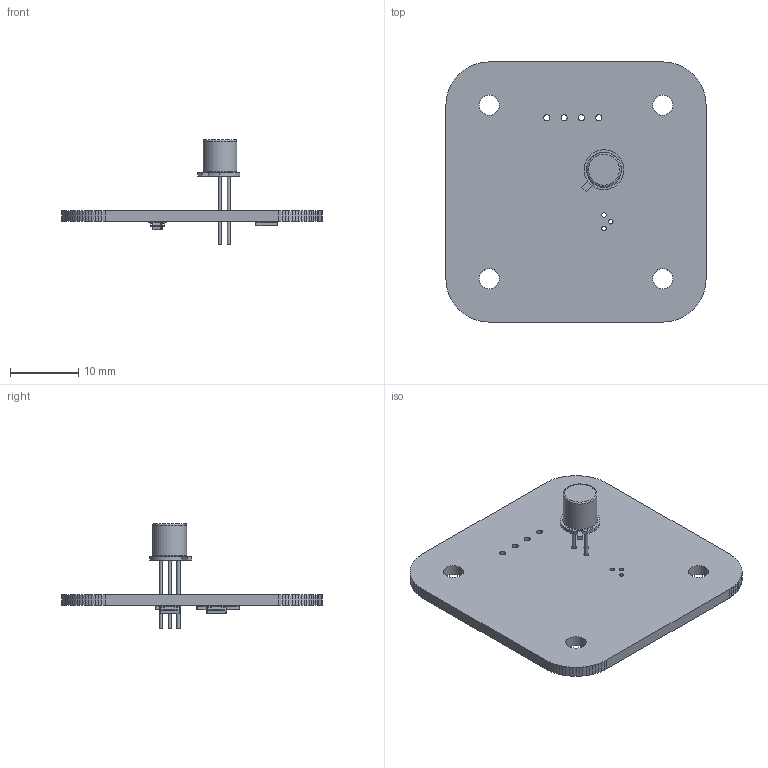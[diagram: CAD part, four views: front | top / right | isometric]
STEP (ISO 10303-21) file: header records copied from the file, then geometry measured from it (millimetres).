
FILE_DESCRIPTION(('KiCad electronic assembly'),'2;1');
FILE_NAME('Laser_Diode_Breakout.step','2023-10-20T23:24:29',('Pcbnew'),( 'Kicad'),'Open CASCADE STEP processor 7.7','KiCad to STEP converter' ,'Unknown');
FILE_SCHEMA(('AUTOMOTIVE_DESIGN { 1 0 10303 214 1 1 1 1 }'));
Length unit declared in the file: millimetre
Products named in the file (10): Laser_Diode_Breakout 1; TO-18-3; SOLID; R_2512_6332Metric; SOT-23; R_1206_3216Metric; Laser_Diode_Breakout PCB
Assembly tree (10 placements, depth 3):
  Laser_Diode_Breakout 1
    TO-18-3
      SOLID
    R_2512_6332Metric
      SOLID
    SOT-23  x2
      SOLID
    R_1206_3216Metric
      SOLID
    Laser_Diode_Breakout PCB
Bounding box: 38.1 x 38.1 x 15.33 mm (x, y, z)
Volume: 2350.6 mm3; surface area: 3384.7 mm2
Topology: 6 solids, 6 shells, 324 faces, 827 edges, 518 vertices
Faces by surface type: plane 207, cylinder 60, bspline 54, revolution 2, cone 1
Full cylindrical faces by diameter (mm): 0.48 x3, 0.65 x3, 0.7 x3, 0.9 x4, 2.946 x4, 4.95 x1
Entity records: 17351 total; most frequent: CARTESIAN_POINT 3214, DIRECTION 2364, LINE 1659, VECTOR 1659, ORIENTED_EDGE 1294, PCURVE 1294, DEFINITIONAL_REPRESENTATION 1294, EDGE_CURVE 647
